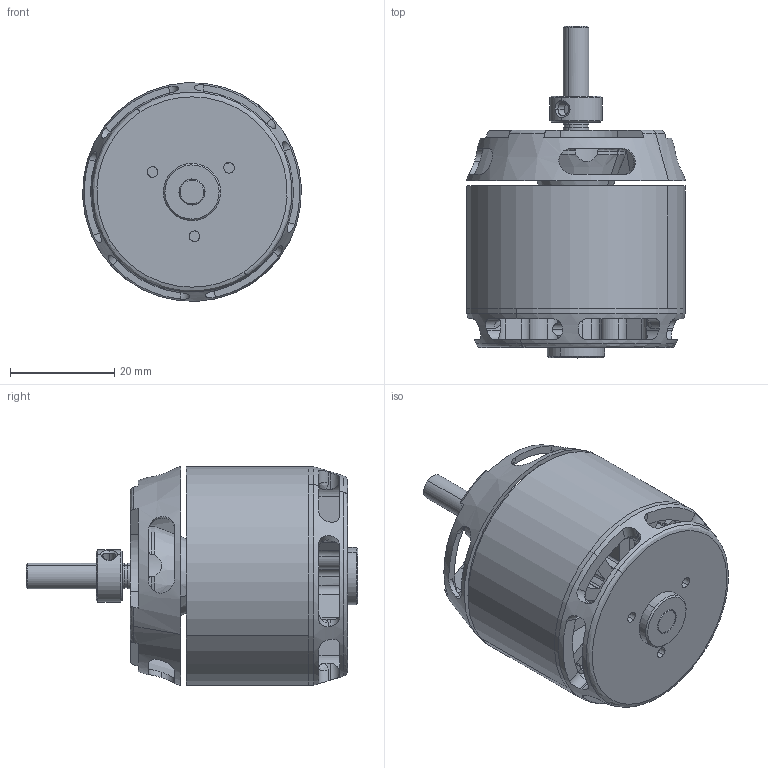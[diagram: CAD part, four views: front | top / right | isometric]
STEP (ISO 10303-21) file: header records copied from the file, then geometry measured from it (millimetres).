
FILE_DESCRIPTION (( 'STEP AP214' ), '1' );
FILE_NAME ('Tempest-3520-Motor.STEP', '2023-04-06T20:25:20', ( '' ), ( '' ), 'SwSTEP 2.0', 'SolidWorks 2014', '' );
FILE_SCHEMA (( 'AUTOMOTIVE_DESIGN' ));
Length unit declared in the file: millimetre
Products named in the file (12): Tempest-3520-Motor; XTO-35 14Pｦ+ｦｷｦ+; 3520-G+ｦ; 3520ｦ+ｦｷ; 3520+ｬ+ﾟ; 3520+ｬ+++T+ｦ; 3520ｦｿ++ｦｷ-+; +ߦ-685-ZZ; +ߦ-625-ZZ; 5.0ｦｦ+ｽ++; 35-ｦ--ｦｦ+ｦ; 3520ｦ=+ｦ
Assembly tree (24 placements, depth 3):
  Tempest-3520-Motor
    3520ｦｿ++ｦｷ-+
    3520ｦ=+ｦ
    3520+ｬ+++T+ｦ
      35-ｦ--ｦｦ+ｦ
      3520ｦ+ｦｷ  x14
      3520-G+ｦ
      3520+ｬ+ﾟ
      XTO-35 14Pｦ+ｦｷｦ+
    +ߦ-685-ZZ
    +ߦ-625-ZZ
    5.0ｦｦ+ｽ++
Bounding box: 41.97 x 63.7 x 41.97 mm (x, y, z)
Volume: 26937.1 mm3; surface area: 35069.2 mm2
Topology: 23 solids, 23 shells, 850 faces, 2346 edges, 1532 vertices
Faces by surface type: cylinder 402, plane 317, cone 75, bspline 56
Entity records: 31778 total; most frequent: CARTESIAN_POINT 11281, ORIENTED_EDGE 4380, DIRECTION 4136, EDGE_CURVE 2190, AXIS2_PLACEMENT_3D 1603, VERTEX_POINT 1428, LINE 930, VECTOR 930
